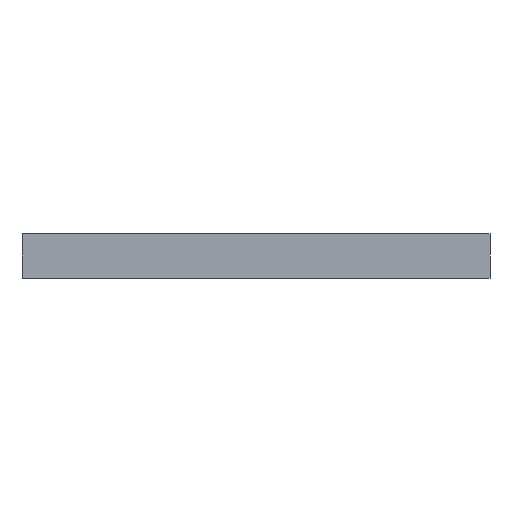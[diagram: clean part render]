
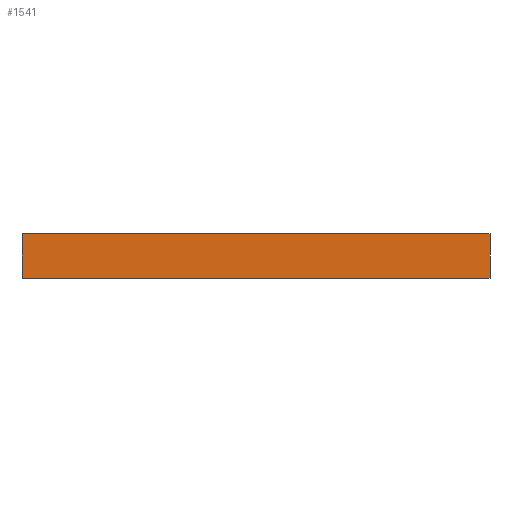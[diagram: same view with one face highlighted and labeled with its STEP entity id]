
A CAD part, front view. The second image highlights one B-rep face of the part: STEP entity #1541.
In plain terms, the highlighted planar face has unit normal (0, -1, 0).
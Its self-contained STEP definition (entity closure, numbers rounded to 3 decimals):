
#1502=CARTESIAN_POINT('',(262.,0.,0.0));
#1503=DIRECTION('',(0.0,-1.0,0.0));
#1504=DIRECTION('',(0.0,0.0,-1.0));
#1505=AXIS2_PLACEMENT_3D('',#1502,#1503,#1504);
#1506=PLANE('',#1505);
#1507=CARTESIAN_POINT('',(262.,0.,0.0));
#1508=VERTEX_POINT('',#1507);
#1509=CARTESIAN_POINT('',(0.0,0.0,0.0));
#1510=VERTEX_POINT('',#1509);
#1511=CARTESIAN_POINT('',(262.,0.,0.0));
#1512=DIRECTION('',(-1.0,0.0,0.0));
#1513=VECTOR('',#1512,262.);
#1514=LINE('',#1511,#1513);
#1515=EDGE_CURVE('',#1508,#1510,#1514,.T.);
#1516=ORIENTED_EDGE('',*,*,#1515,.F.);
#1517=CARTESIAN_POINT('',(262.,0.,25.0));
#1518=VERTEX_POINT('',#1517);
#1519=CARTESIAN_POINT('',(262.,0.,0.0));
#1520=DIRECTION('',(0.0,0.0,1.0));
#1521=VECTOR('',#1520,25.0);
#1522=LINE('',#1519,#1521);
#1523=EDGE_CURVE('',#1508,#1518,#1522,.T.);
#1524=ORIENTED_EDGE('',*,*,#1523,.T.);
#1525=CARTESIAN_POINT('',(0.0,0.0,25.0));
#1526=VERTEX_POINT('',#1525);
#1527=CARTESIAN_POINT('',(262.,0.,25.0));
#1528=DIRECTION('',(-1.0,0.0,0.0));
#1529=VECTOR('',#1528,262.);
#1530=LINE('',#1527,#1529);
#1531=EDGE_CURVE('',#1518,#1526,#1530,.T.);
#1532=ORIENTED_EDGE('',*,*,#1531,.T.);
#1533=CARTESIAN_POINT('',(0.0,0.0,0.0));
#1534=DIRECTION('',(0.0,0.0,1.0));
#1535=VECTOR('',#1534,25.0);
#1536=LINE('',#1533,#1535);
#1537=EDGE_CURVE('',#1510,#1526,#1536,.T.);
#1538=ORIENTED_EDGE('',*,*,#1537,.F.);
#1539=EDGE_LOOP('',(#1516,#1524,#1532,#1538));
#1540=FACE_OUTER_BOUND('',#1539,.T.);
#1541=ADVANCED_FACE('',(#1540),#1506,.T.);
